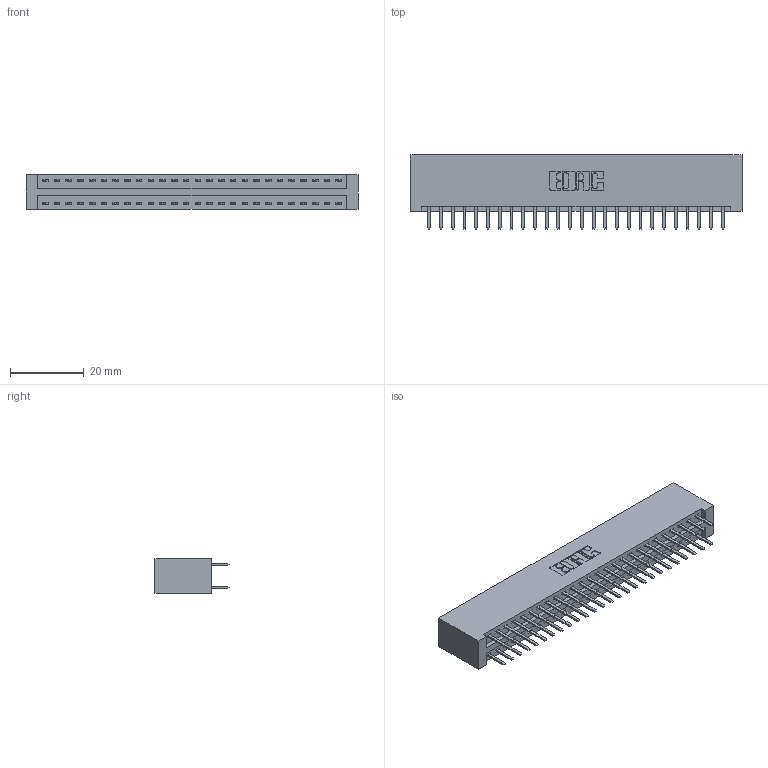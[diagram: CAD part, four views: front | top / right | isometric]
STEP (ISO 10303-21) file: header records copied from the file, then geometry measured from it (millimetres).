
FILE_DESCRIPTION (( 'STEP AP203' ), '1' );
FILE_NAME ('396-052-520-201.STEP', '2019-10-30T15:25:51', ( '' ), ( '' ), 'SwSTEP 2.0', 'SolidWorks 2016', '' );
FILE_SCHEMA (( 'CONFIG_CONTROL_DESIGN' ));
Length unit declared in the file: inch
Products named in the file (3): 345-292-001_345-293-120; 396-052-520-201; 346 Part_No Mounting Lugs
Assembly tree (53 placements, depth 2):
  396-052-520-201
    346 Part_No Mounting Lugs
    345-292-001_345-293-120  x52
Bounding box: 89.79 x 20.02 x 9.4 mm (x, y, z)
Volume: 9181.7 mm3; surface area: 12479 mm2
Topology: 53 solids, 53 shells, 3026 faces, 8781 edges, 5714 vertices
Faces by surface type: plane 1996, cylinder 1030
Entity records: 18959 total; most frequent: CARTESIAN_POINT 3156, ORIENTED_EDGE 3078, DIRECTION 2815, EDGE_CURVE 1539, VECTOR 1307, LINE 1307, VERTEX_POINT 1022, AXIS2_PLACEMENT_3D 754
